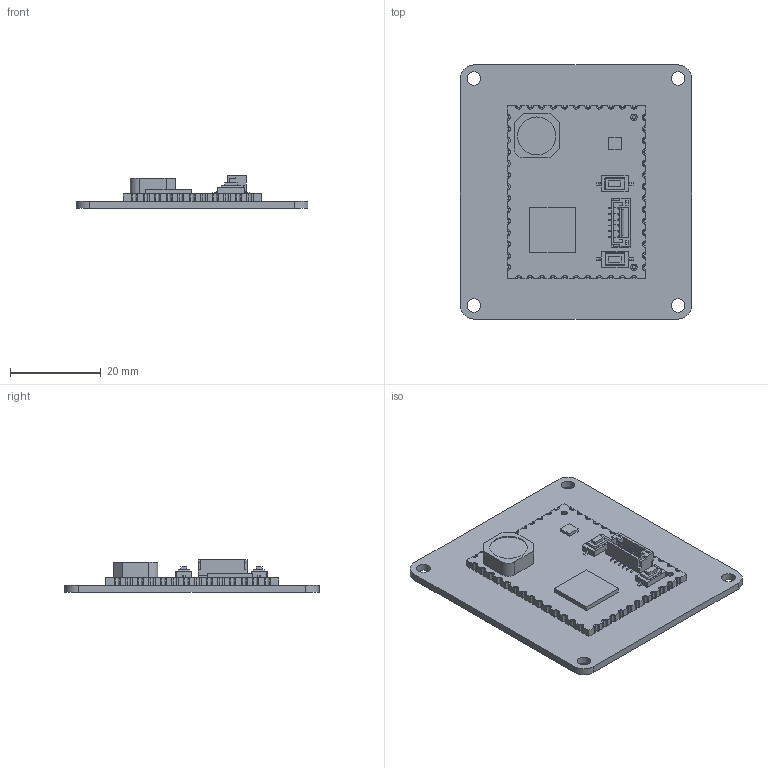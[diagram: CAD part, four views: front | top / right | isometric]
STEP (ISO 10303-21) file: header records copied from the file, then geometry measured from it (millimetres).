
FILE_DESCRIPTION(/* description */ (''),/* implementation_level */ '2;1');
FILE_NAME(/* name */ 'vbcore-solderpad-module.stp',/* time_stamp */ '2025-09-12T11:45:12+03:00',/* author */ ('Kostic'),/* organization */ (''),/* preprocessor_version */ 'ST-DEVELOPER v18.1',/* originating_system */ 'Autodesk Inventor 2022',/* authorisation */ '');
FILE_SCHEMA (('AUTOMOTIVE_DESIGN { 1 0 10303 214 3 1 1 }'));
Length unit declared in the file: millimetre
Products named in the file (6): vbcore-solderpad-module; vbcore-solderpad-pcb; VBCoreG4; VBcoreG474; B06MB-GHS-TBT; G73_button
Assembly tree (6 placements, depth 3):
  vbcore-solderpad-module
    vbcore-solderpad-pcb
    VBCoreG4
      VBcoreG474
      B06MB-GHS-TBT
      G73_button  x2
Bounding box: 51 x 56 x 7.25 mm (x, y, z)
Volume: 6423.4 mm3; surface area: 8885.6 mm2
Topology: 13 solids, 13 shells, 794 faces, 2108 edges, 1396 vertices
Faces by surface type: plane 637, cylinder 149, cone 8
Full cylindrical faces by diameter (mm): 0.8 x2, 1.4 x4, 3 x4, 8.374 x1, 20 x1
Entity records: 23509 total; most frequent: CARTESIAN_POINT 4008, ORIENTED_EDGE 3920, DIRECTION 3826, EDGE_CURVE 1960, LINE 1590, VECTOR 1590, VERTEX_POINT 1300, AXIS2_PLACEMENT_3D 1118
